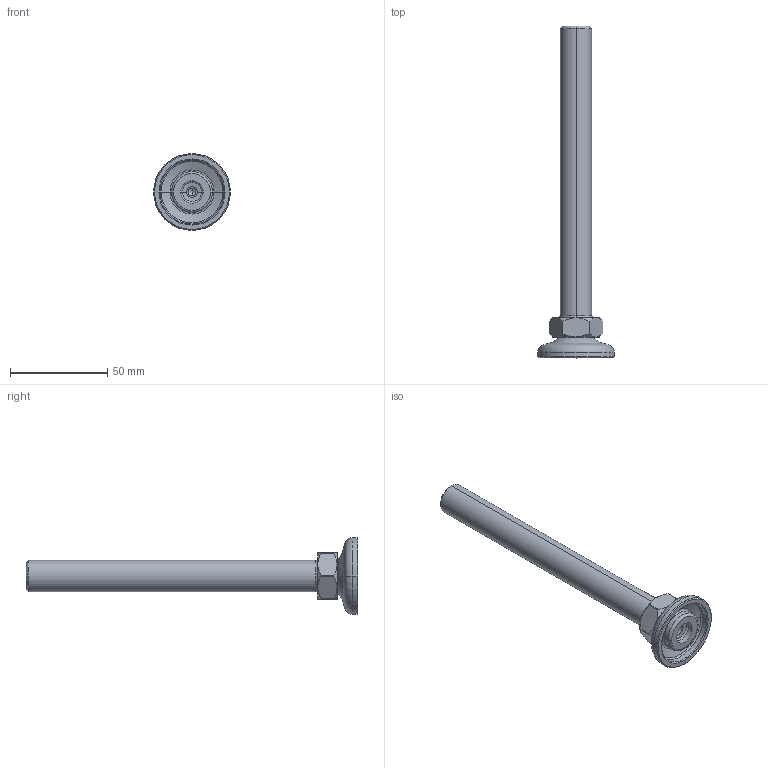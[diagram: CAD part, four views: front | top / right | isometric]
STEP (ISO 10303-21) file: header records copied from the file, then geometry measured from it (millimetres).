
FILE_DESCRIPTION (( 'STEP AP214' ), '1' );
FILE_NAME ('9e040k16150m.STEP', '2014-09-19T13:05:09', ( '' ), ( '' ), 'SwSTEP 2.0', 'SolidWorks 2014', '' );
FILE_SCHEMA (( 'AUTOMOTIVE_DESIGN' ));
Length unit declared in the file: millimetre
Products named in the file (3): 098e040k_098 e 040 k; 098em16_098 em 16 150; 9e040k16150m
Assembly tree (2 placements, depth 2):
  9e040k16150m
    098em16_098 em 16 150
    098e040k_098 e 040 k
Bounding box: 39.47 x 170.7 x 39.47 mm (x, y, z)
Volume: 41228.3 mm3; surface area: 13416.4 mm2
Topology: 2 solids, 2 shells, 67 faces, 150 edges, 87 vertices
Faces by surface type: cone 18, torus 18, cylinder 16, plane 11, sphere 4
Entity records: 2112 total; most frequent: CARTESIAN_POINT 483, DIRECTION 368, ORIENTED_EDGE 296, AXIS2_PLACEMENT_3D 164, EDGE_CURVE 148, CIRCLE 92, VERTEX_POINT 87, EDGE_LOOP 71
